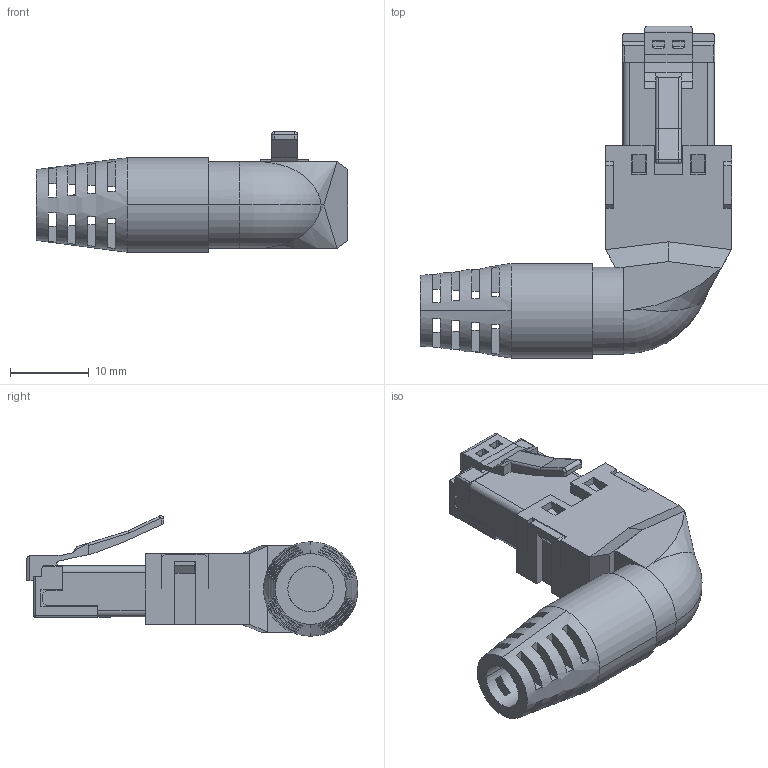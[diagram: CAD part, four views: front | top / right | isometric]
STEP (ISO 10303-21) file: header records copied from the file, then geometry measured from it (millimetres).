
FILE_DESCRIPTION(('OneSpaceDesigner STEP Export'),'2;1');
FILE_NAME('TM11APA-88PÈª.stp','2007-09-22T15:46:13',(''),(''),'OneSpace Designer STEP processor for AP214 (Solid Model)','OneSpace Modeling 15.00A 14-Mar-2007 (C) CoCreate Software GmbH','');
FILE_SCHEMA(('AUTOMOTIVE_DESIGN { 1 0 10303 214 1 1 1 1 }'));
Products named in the file (2): HOOD
Assembly tree (1 placements, depth 2):
  HOOD
    HOOD
Bounding box: 39.5 x 42.15 x 15.3 mm (x, y, z)
Volume: 5705.6 mm3; surface area: 4550.9 mm2
Topology: 1 solids, 7 shells, 673 faces, 1863 edges, 1201 vertices
Faces by surface type: plane 490, cylinder 141, bspline 32, torus 6, sphere 2, cone 2
Entity records: 50046 total; most frequent: CARTESIAN_POINT 33257, ORIENTED_EDGE 3726, DIRECTION 3100, EDGE_CURVE 1861, VECTOR 1382, LINE 1382, VERTEX_POINT 1201, AXIS2_PLACEMENT_3D 859
